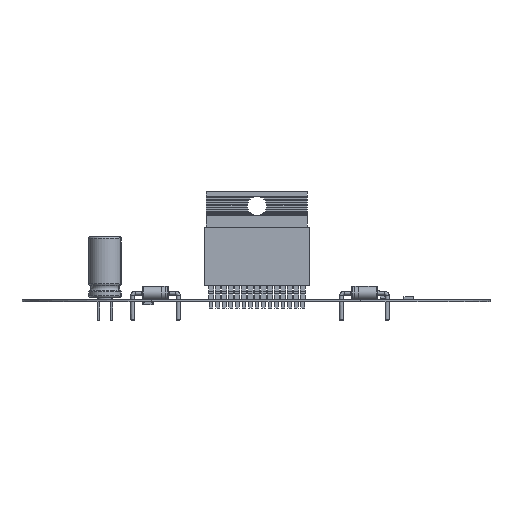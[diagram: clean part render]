
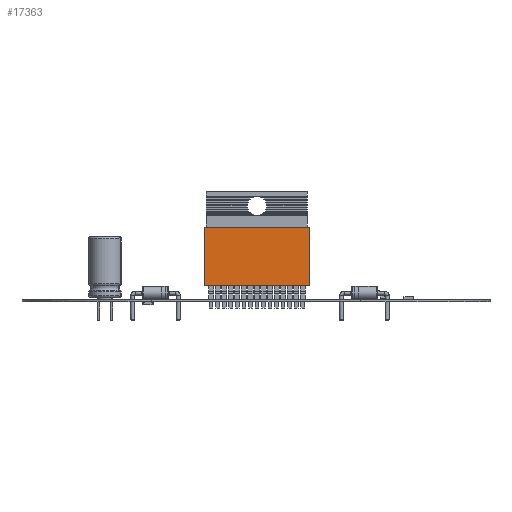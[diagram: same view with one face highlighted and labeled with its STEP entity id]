
A CAD part, front view. The second image highlights one B-rep face of the part: STEP entity #17363.
In plain terms, the highlighted planar face has unit normal (0, -1, 0).
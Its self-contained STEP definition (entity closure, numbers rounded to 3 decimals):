
#17338 = VERTEX_POINT('',#17339);
#17339 = CARTESIAN_POINT('',(-10.1,-2.5,11.31));
#17345 = EDGE_CURVE('',#17346,#17338,#17348,.T.);
#17346 = VERTEX_POINT('',#17347);
#17347 = CARTESIAN_POINT('',(-10.1,-2.5,0.));
#17348 = LINE('',#17349,#17350);
#17349 = CARTESIAN_POINT('',(-10.1,-2.5,0.));
#17350 = VECTOR('',#17351,1.);
#17351 = DIRECTION('',(0.,0.,1.));
#17363 = ADVANCED_FACE('',(#17364),#17389,.F.);
#17364 = FACE_BOUND('',#17365,.F.);
#17365 = EDGE_LOOP('',(#17366,#17367,#17375,#17383));
#17366 = ORIENTED_EDGE('',*,*,#17345,.T.);
#17367 = ORIENTED_EDGE('',*,*,#17368,.T.);
#17368 = EDGE_CURVE('',#17338,#17369,#17371,.T.);
#17369 = VERTEX_POINT('',#17370);
#17370 = CARTESIAN_POINT('',(10.1,-2.5,11.31));
#17371 = LINE('',#17372,#17373);
#17372 = CARTESIAN_POINT('',(-10.1,-2.5,11.31));
#17373 = VECTOR('',#17374,1.);
#17374 = DIRECTION('',(1.,0.,0.));
#17375 = ORIENTED_EDGE('',*,*,#17376,.F.);
#17376 = EDGE_CURVE('',#17377,#17369,#17379,.T.);
#17377 = VERTEX_POINT('',#17378);
#17378 = CARTESIAN_POINT('',(10.1,-2.5,0.));
#17379 = LINE('',#17380,#17381);
#17380 = CARTESIAN_POINT('',(10.1,-2.5,0.));
#17381 = VECTOR('',#17382,1.);
#17382 = DIRECTION('',(0.,0.,1.));
#17383 = ORIENTED_EDGE('',*,*,#17384,.F.);
#17384 = EDGE_CURVE('',#17346,#17377,#17385,.T.);
#17385 = LINE('',#17386,#17387);
#17386 = CARTESIAN_POINT('',(-10.1,-2.5,0.));
#17387 = VECTOR('',#17388,1.);
#17388 = DIRECTION('',(1.,0.,0.));
#17389 = PLANE('',#17390);
#17390 = AXIS2_PLACEMENT_3D('',#17391,#17392,#17393);
#17391 = CARTESIAN_POINT('',(-10.1,-2.5,0.));
#17392 = DIRECTION('',(0.,1.,0.));
#17393 = DIRECTION('',(1.,0.,0.));
